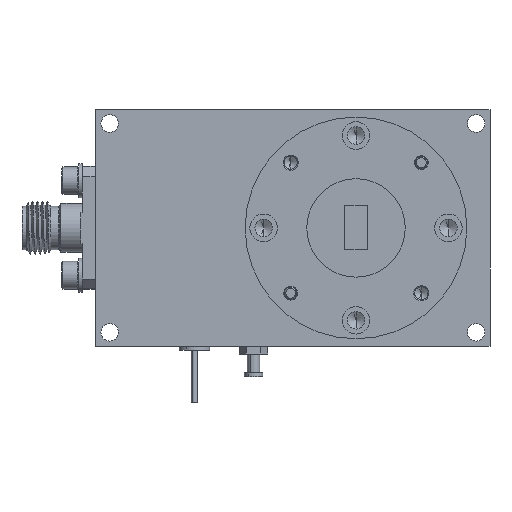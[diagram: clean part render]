
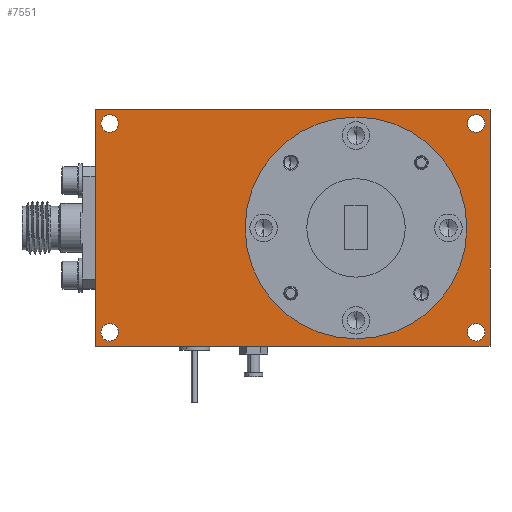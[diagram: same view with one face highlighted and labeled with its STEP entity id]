
A CAD part, front view. The second image highlights one B-rep face of the part: STEP entity #7551.
In plain terms, the highlighted planar face has unit normal (0, -1, 0).
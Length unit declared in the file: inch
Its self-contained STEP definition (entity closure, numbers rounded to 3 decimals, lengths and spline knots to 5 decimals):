
#79 = CARTESIAN_POINT ( 'NONE',  ( -0.93, 0., 0.53 ) ) ;
#561 = VERTEX_POINT ( 'NONE', #6997 ) ;
#568 = VERTEX_POINT ( 'NONE', #20609 ) ;
#600 = ORIENTED_EDGE ( 'NONE', *, *, #5232, .T. ) ;
#719 = VECTOR ( 'NONE', #23684, 39.37008 ) ;
#930 = CARTESIAN_POINT ( 'NONE',  ( -1., 0., 0.6 ) ) ;
#988 = DIRECTION ( 'NONE',  ( 0., 0., 1. ) ) ;
#1065 = VECTOR ( 'NONE', #15412, 39.37008 ) ;
#1248 = FACE_BOUND ( 'NONE', #22502, .T. ) ;
#1401 = CARTESIAN_POINT ( 'NONE',  ( 0.93, 0., -0.53 ) ) ;
#1473 = DIRECTION ( 'NONE',  ( 0., 1., 0. ) ) ;
#1704 = DIRECTION ( 'NONE',  ( 0., 1., 0. ) ) ;
#1814 = FACE_BOUND ( 'NONE', #12094, .T. ) ;
#2039 = CARTESIAN_POINT ( 'NONE',  ( 0.93, 0., 0.4855 ) ) ;
#2212 = CARTESIAN_POINT ( 'NONE',  ( 0.93, 0., 0.53 ) ) ;
#2581 = ORIENTED_EDGE ( 'NONE', *, *, #12766, .F. ) ;
#2851 = DIRECTION ( 'NONE',  ( 0., 1., 0. ) ) ;
#2885 = CARTESIAN_POINT ( 'NONE',  ( 0.32, 0., 0. ) ) ;
#3001 = FACE_BOUND ( 'NONE', #12070, .T. ) ;
#3160 = CARTESIAN_POINT ( 'NONE',  ( 0., 0., 0. ) ) ;
#3245 = ORIENTED_EDGE ( 'NONE', *, *, #9173, .T. ) ;
#3494 = EDGE_CURVE ( 'NONE', #14607, #22670, #10637, .T. ) ;
#3575 = CARTESIAN_POINT ( 'NONE',  ( -0.93, 0., -0.5745 ) ) ;
#3648 = EDGE_CURVE ( 'NONE', #12032, #14607, #21972, .T. ) ;
#3826 = DIRECTION ( 'NONE',  ( 0., 1., 0. ) ) ;
#3898 = AXIS2_PLACEMENT_3D ( 'NONE', #2212, #18784, #22511 ) ;
#3904 = ORIENTED_EDGE ( 'NONE', *, *, #8326, .T. ) ;
#3989 = EDGE_CURVE ( 'NONE', #11222, #9533, #7405, .T. ) ;
#4052 = EDGE_LOOP ( 'NONE', ( #3904, #10786 ) ) ;
#4067 = CARTESIAN_POINT ( 'NONE',  ( 0.32, 0., 0.5625 ) ) ;
#4139 = CIRCLE ( 'NONE', #4617, 0.0445 ) ;
#4617 = AXIS2_PLACEMENT_3D ( 'NONE', #22338, #1704, #22171 ) ;
#4827 = VECTOR ( 'NONE', #19774, 39.37008 ) ;
#5232 = EDGE_CURVE ( 'NONE', #24060, #17946, #9094, .T. ) ;
#5625 = CIRCLE ( 'NONE', #8577, 0.0445 ) ;
#5822 = ORIENTED_EDGE ( 'NONE', *, *, #18895, .F. ) ;
#6210 = CARTESIAN_POINT ( 'NONE',  ( 1., 0., 0.6 ) ) ;
#6335 = EDGE_CURVE ( 'NONE', #561, #21442, #5625, .T. ) ;
#6391 = CARTESIAN_POINT ( 'NONE',  ( 1., 0., -0.6 ) ) ;
#6474 = CARTESIAN_POINT ( 'NONE',  ( -1., 0., -0.6 ) ) ;
#6610 = AXIS2_PLACEMENT_3D ( 'NONE', #79, #12995, #12742 ) ;
#6651 = DIRECTION ( 'NONE',  ( 0., 0., 1. ) ) ;
#6658 = CARTESIAN_POINT ( 'NONE',  ( -1., 0., 0.6 ) ) ;
#6701 = ORIENTED_EDGE ( 'NONE', *, *, #3494, .F. ) ;
#6827 = ORIENTED_EDGE ( 'NONE', *, *, #3648, .F. ) ;
#6997 = CARTESIAN_POINT ( 'NONE',  ( 0.93, 0., -0.4855 ) ) ;
#7117 = AXIS2_PLACEMENT_3D ( 'NONE', #15859, #8423, #19678 ) ;
#7405 = CIRCLE ( 'NONE', #7117, 0.0445 ) ;
#7484 = CARTESIAN_POINT ( 'NONE',  ( 1., 0., 0.6 ) ) ;
#7551 = ADVANCED_FACE ( 'NONE', ( #9352, #1248, #19562, #3001, #1814, #19828 ), #18332, .F. ) ;
#7673 = AXIS2_PLACEMENT_3D ( 'NONE', #1401, #1473, #20161 ) ;
#7774 = EDGE_CURVE ( 'NONE', #21442, #561, #12867, .T. ) ;
#8037 = CARTESIAN_POINT ( 'NONE',  ( -0.93, 0., -0.53 ) ) ;
#8140 = ORIENTED_EDGE ( 'NONE', *, *, #18551, .T. ) ;
#8205 = CARTESIAN_POINT ( 'NONE',  ( 0.93, 0., -0.5745 ) ) ;
#8326 = EDGE_CURVE ( 'NONE', #15310, #22340, #4139, .T. ) ;
#8362 = DIRECTION ( 'NONE',  ( 0., 0., 1. ) ) ;
#8423 = DIRECTION ( 'NONE',  ( 0., 1., 0. ) ) ;
#8522 = ORIENTED_EDGE ( 'NONE', *, *, #7774, .T. ) ;
#8577 = AXIS2_PLACEMENT_3D ( 'NONE', #21605, #2851, #988 ) ;
#8781 = DIRECTION ( 'NONE',  ( 0., 1., 0. ) ) ;
#9094 = CIRCLE ( 'NONE', #21059, 0.0445 ) ;
#9173 = EDGE_CURVE ( 'NONE', #17946, #24060, #18225, .T. ) ;
#9219 = CARTESIAN_POINT ( 'NONE',  ( -0.93, 0., 0.53 ) ) ;
#9352 = FACE_BOUND ( 'NONE', #4052, .T. ) ;
#9533 = VERTEX_POINT ( 'NONE', #18781 ) ;
#9948 = EDGE_CURVE ( 'NONE', #568, #11212, #11749, .T. ) ;
#10026 = EDGE_CURVE ( 'NONE', #11549, #12032, #20416, .T. ) ;
#10550 = LINE ( 'NONE', #16456, #719 ) ;
#10637 = LINE ( 'NONE', #6210, #1065 ) ;
#10786 = ORIENTED_EDGE ( 'NONE', *, *, #10809, .T. ) ;
#10809 = EDGE_CURVE ( 'NONE', #22340, #15310, #12005, .T. ) ;
#11081 = EDGE_LOOP ( 'NONE', ( #16973, #8522 ) ) ;
#11212 = VERTEX_POINT ( 'NONE', #4067 ) ;
#11222 = VERTEX_POINT ( 'NONE', #2039 ) ;
#11549 = VERTEX_POINT ( 'NONE', #6474 ) ;
#11749 = CIRCLE ( 'NONE', #24065, 0.5625 ) ;
#11988 = AXIS2_PLACEMENT_3D ( 'NONE', #2885, #14088, #19607 ) ;
#12005 = CIRCLE ( 'NONE', #20041, 0.0445 ) ;
#12032 = VERTEX_POINT ( 'NONE', #930 ) ;
#12070 = EDGE_LOOP ( 'NONE', ( #3245, #600 ) ) ;
#12094 = EDGE_LOOP ( 'NONE', ( #14683, #2581 ) ) ;
#12213 = DIRECTION ( 'NONE',  ( 0., 1., 0. ) ) ;
#12742 = DIRECTION ( 'NONE',  ( 0., 0., 1. ) ) ;
#12766 = EDGE_CURVE ( 'NONE', #11212, #568, #22413, .T. ) ;
#12867 = CIRCLE ( 'NONE', #7673, 0.0445 ) ;
#12995 = DIRECTION ( 'NONE',  ( 0., 1., 0. ) ) ;
#14088 = DIRECTION ( 'NONE',  ( 0., -1., 0. ) ) ;
#14607 = VERTEX_POINT ( 'NONE', #7484 ) ;
#14635 = CIRCLE ( 'NONE', #3898, 0.0445 ) ;
#14683 = ORIENTED_EDGE ( 'NONE', *, *, #9948, .F. ) ;
#15310 = VERTEX_POINT ( 'NONE', #19418 ) ;
#15412 = DIRECTION ( 'NONE',  ( 0., 0., -1. ) ) ;
#15473 = VECTOR ( 'NONE', #8362, 39.37008 ) ;
#15859 = CARTESIAN_POINT ( 'NONE',  ( 0.93, 0., 0.53 ) ) ;
#16456 = CARTESIAN_POINT ( 'NONE',  ( 1., 0., -0.6 ) ) ;
#16973 = ORIENTED_EDGE ( 'NONE', *, *, #6335, .T. ) ;
#17813 = DIRECTION ( 'NONE',  ( 0., -1., 0. ) ) ;
#17900 = DIRECTION ( 'NONE',  ( 0., 0., -1. ) ) ;
#17946 = VERTEX_POINT ( 'NONE', #22164 ) ;
#17986 = ORIENTED_EDGE ( 'NONE', *, *, #3989, .T. ) ;
#18173 = DIRECTION ( 'NONE',  ( 0., 0., 1. ) ) ;
#18225 = CIRCLE ( 'NONE', #6610, 0.0445 ) ;
#18332 = PLANE ( 'NONE',  #19382 ) ;
#18551 = EDGE_CURVE ( 'NONE', #9533, #11222, #14635, .T. ) ;
#18697 = DIRECTION ( 'NONE',  ( 0., 0., 1. ) ) ;
#18781 = CARTESIAN_POINT ( 'NONE',  ( 0.93, 0., 0.5745 ) ) ;
#18784 = DIRECTION ( 'NONE',  ( 0., 1., 0. ) ) ;
#18895 = EDGE_CURVE ( 'NONE', #22670, #11549, #10550, .T. ) ;
#19382 = AXIS2_PLACEMENT_3D ( 'NONE', #3160, #8781, #18173 ) ;
#19418 = CARTESIAN_POINT ( 'NONE',  ( -0.93, 0., -0.4855 ) ) ;
#19562 = FACE_BOUND ( 'NONE', #11081, .T. ) ;
#19607 = DIRECTION ( 'NONE',  ( 0., 0., -1. ) ) ;
#19678 = DIRECTION ( 'NONE',  ( 0., 0., 1. ) ) ;
#19774 = DIRECTION ( 'NONE',  ( 1., 0., 0. ) ) ;
#19828 = FACE_OUTER_BOUND ( 'NONE', #22495, .T. ) ;
#20025 = ORIENTED_EDGE ( 'NONE', *, *, #10026, .F. ) ;
#20041 = AXIS2_PLACEMENT_3D ( 'NONE', #8037, #12213, #6651 ) ;
#20161 = DIRECTION ( 'NONE',  ( 0., 0., 1. ) ) ;
#20416 = LINE ( 'NONE', #6658, #15473 ) ;
#20609 = CARTESIAN_POINT ( 'NONE',  ( 0.32, 0., -0.5625 ) ) ;
#20871 = CARTESIAN_POINT ( 'NONE',  ( -0.93, 0., 0.4855 ) ) ;
#21059 = AXIS2_PLACEMENT_3D ( 'NONE', #9219, #3826, #18697 ) ;
#21442 = VERTEX_POINT ( 'NONE', #8205 ) ;
#21567 = CARTESIAN_POINT ( 'NONE',  ( 0.32, 0., 0. ) ) ;
#21605 = CARTESIAN_POINT ( 'NONE',  ( 0.93, 0., -0.53 ) ) ;
#21972 = LINE ( 'NONE', #23669, #4827 ) ;
#22164 = CARTESIAN_POINT ( 'NONE',  ( -0.93, 0., 0.5745 ) ) ;
#22171 = DIRECTION ( 'NONE',  ( 0., 0., 1. ) ) ;
#22338 = CARTESIAN_POINT ( 'NONE',  ( -0.93, 0., -0.53 ) ) ;
#22340 = VERTEX_POINT ( 'NONE', #3575 ) ;
#22413 = CIRCLE ( 'NONE', #11988, 0.5625 ) ;
#22495 = EDGE_LOOP ( 'NONE', ( #20025, #5822, #6701, #6827 ) ) ;
#22502 = EDGE_LOOP ( 'NONE', ( #8140, #17986 ) ) ;
#22511 = DIRECTION ( 'NONE',  ( 0., 0., 1. ) ) ;
#22670 = VERTEX_POINT ( 'NONE', #6391 ) ;
#23669 = CARTESIAN_POINT ( 'NONE',  ( 1., 0., 0.6 ) ) ;
#23684 = DIRECTION ( 'NONE',  ( -1., 0., 0. ) ) ;
#24060 = VERTEX_POINT ( 'NONE', #20871 ) ;
#24065 = AXIS2_PLACEMENT_3D ( 'NONE', #21567, #17813, #17900 ) ;
